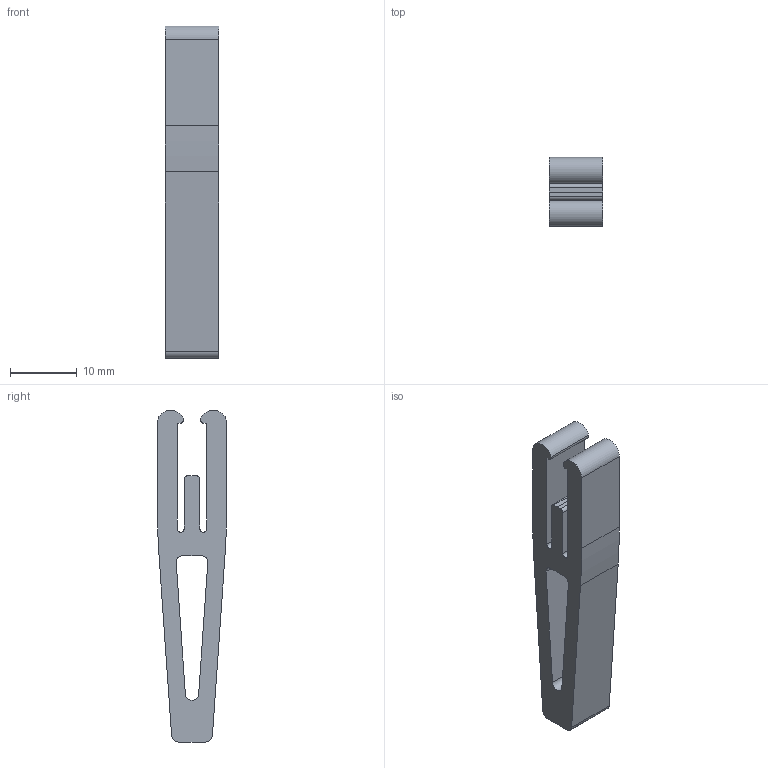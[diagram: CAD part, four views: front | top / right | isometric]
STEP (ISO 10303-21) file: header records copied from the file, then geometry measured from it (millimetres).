
FILE_DESCRIPTION(('CATIA V5 STEP Exchange'),'2;1');
FILE_NAME('Fuss_Clip.stp','2016-06-16T08:54:49+00:00',('none'),('none'),'CATIA Version 5 Release 19 SP 9 (IN-10)','CATIA V5 STEP AP203','none');
FILE_SCHEMA(('CONFIG_CONTROL_DESIGN'));
Length unit declared in the file: millimetre
Products named in the file (1): Fuss_Clip
Bounding box: 8 x 10.4 x 49.89 mm (x, y, z)
Volume: 2531 mm3; surface area: 2366.1 mm2
Topology: 1 solids, 1 shells, 34 faces, 96 edges, 64 vertices
Faces by surface type: plane 19, cylinder 15
Entity records: 1111 total; most frequent: CARTESIAN_POINT 192, ORIENTED_EDGE 192, DIRECTION 158, EDGE_CURVE 96, VECTOR 66, LINE 66, VERTEX_POINT 64, AXIS2_PLACEMENT_3D 62
